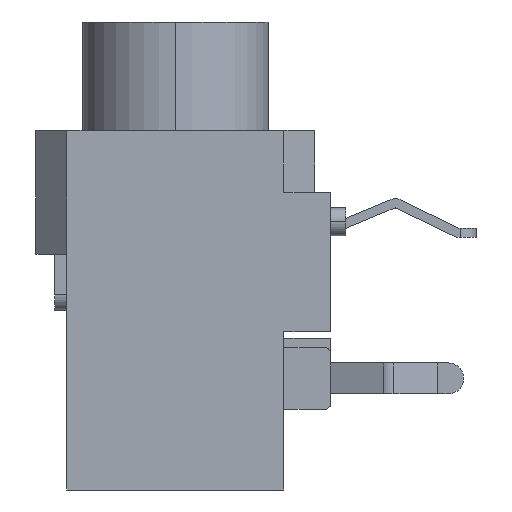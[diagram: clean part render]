
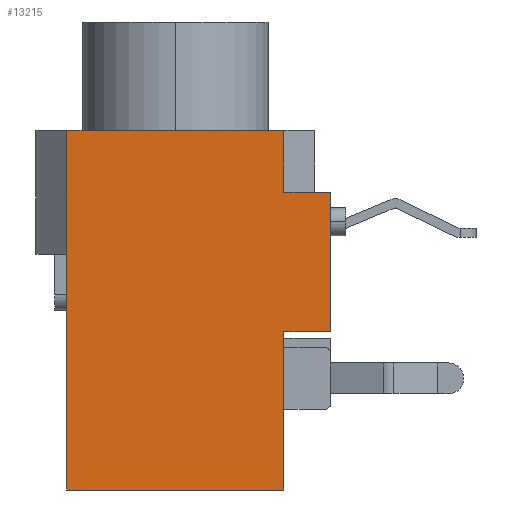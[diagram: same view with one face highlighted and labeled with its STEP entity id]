
A CAD part, left-side view. The second image highlights one B-rep face of the part: STEP entity #13215.
In plain terms, the highlighted planar face has unit normal (-1, 0, 0).
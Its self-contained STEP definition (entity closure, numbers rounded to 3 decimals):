
#9=DIRECTION('',(0.,-1.,0.));
#10=VECTOR('',#9,7.);
#11=CARTESIAN_POINT('',(-6.,8.,0.));
#12=LINE('',#11,#10);
#1589=DIRECTION('',(0.,0.,-1.));
#1590=VECTOR('',#1589,4.5);
#1591=CARTESIAN_POINT('',(-6.,-0.5,-2.));
#1592=LINE('',#1591,#1590);
#1923=DIRECTION('',(0.,0.,-1.));
#1924=VECTOR('',#1923,2.);
#1925=CARTESIAN_POINT('',(-6.,1.,0.));
#1926=LINE('',#1925,#1924);
#1927=DIRECTION('',(0.,-1.,0.));
#1928=VECTOR('',#1927,1.5);
#1929=CARTESIAN_POINT('',(-6.,1.,-2.));
#1930=LINE('',#1929,#1928);
#1931=DIRECTION('',(0.,0.,1.));
#1932=VECTOR('',#1931,5.1);
#1933=CARTESIAN_POINT('',(-6.,1.,-11.6));
#1934=LINE('',#1933,#1932);
#1935=DIRECTION('',(0.,0.,1.));
#1936=VECTOR('',#1935,7.6);
#1937=CARTESIAN_POINT('',(-6.,8.,-11.6));
#1938=LINE('',#1937,#1936);
#1939=DIRECTION('',(0.,0.,-1.));
#1940=VECTOR('',#1939,4.);
#1941=CARTESIAN_POINT('',(-6.,8.,0.));
#1942=LINE('',#1941,#1940);
#1955=DIRECTION('',(0.,-1.,0.));
#1956=VECTOR('',#1955,1.5);
#1957=CARTESIAN_POINT('',(-6.,1.,-6.5));
#1958=LINE('',#1957,#1956);
#4129=DIRECTION('',(0.,-1.,0.));
#4130=VECTOR('',#4129,7.);
#4131=CARTESIAN_POINT('',(-6.,8.,-11.6));
#4132=LINE('',#4131,#4130);
#8026=CARTESIAN_POINT('',(-6.,8.,0.));
#8028=VERTEX_POINT('',#8026);
#8033=CARTESIAN_POINT('',(-6.,1.,0.));
#8035=VERTEX_POINT('',#8033);
#8202=CARTESIAN_POINT('',(-6.,-0.5,-2.));
#8204=VERTEX_POINT('',#8202);
#8205=CARTESIAN_POINT('',(-6.,-0.5,-6.5));
#8206=VERTEX_POINT('',#8205);
#8221=CARTESIAN_POINT('',(-6.,1.,-2.));
#8222=VERTEX_POINT('',#8221);
#8225=CARTESIAN_POINT('',(-6.,1.,-6.5));
#8226=VERTEX_POINT('',#8225);
#8589=CARTESIAN_POINT('',(-6.,8.,-11.6));
#8590=CARTESIAN_POINT('',(-6.,8.,-4.));
#8591=VERTEX_POINT('',#8589);
#8592=VERTEX_POINT('',#8590);
#8805=CARTESIAN_POINT('',(-6.,1.,-11.6));
#8806=VERTEX_POINT('',#8805);
#13194=CARTESIAN_POINT('',(-6.,9.,0.));
#13195=DIRECTION('',(-1.,0.,0.));
#13196=DIRECTION('',(0.,-1.,0.));
#13197=AXIS2_PLACEMENT_3D('',#13194,#13195,#13196);
#13198=PLANE('',#13197);
#13200=ORIENTED_EDGE('',*,*,#13199,.T.);
#13201=ORIENTED_EDGE('',*,*,#13187,.T.);
#13202=ORIENTED_EDGE('',*,*,#12695,.T.);
#13204=ORIENTED_EDGE('',*,*,#13203,.F.);
#13205=ORIENTED_EDGE('',*,*,#11377,.F.);
#13207=ORIENTED_EDGE('',*,*,#13206,.F.);
#13209=ORIENTED_EDGE('',*,*,#13208,.T.);
#13211=ORIENTED_EDGE('',*,*,#13210,.F.);
#13212=ORIENTED_EDGE('',*,*,#10618,.T.);
#13213=EDGE_LOOP('',(#13200,#13201,#13202,#13204,#13205,#13207,#13209,#13211,
#13212));
#13214=FACE_OUTER_BOUND('',#13213,.F.);
#10618=EDGE_CURVE('',#8028,#8035,#12,.T.);
#11377=EDGE_CURVE('',#8806,#8226,#1934,.T.);
#12695=EDGE_CURVE('',#8204,#8206,#1592,.T.);
#13187=EDGE_CURVE('',#8222,#8204,#1930,.T.);
#13199=EDGE_CURVE('',#8035,#8222,#1926,.T.);
#13203=EDGE_CURVE('',#8226,#8206,#1958,.T.);
#13206=EDGE_CURVE('',#8591,#8806,#4132,.T.);
#13208=EDGE_CURVE('',#8591,#8592,#1938,.T.);
#13210=EDGE_CURVE('',#8028,#8592,#1942,.T.);
#13215=ADVANCED_FACE('',(#13214),#13198,.T.);
